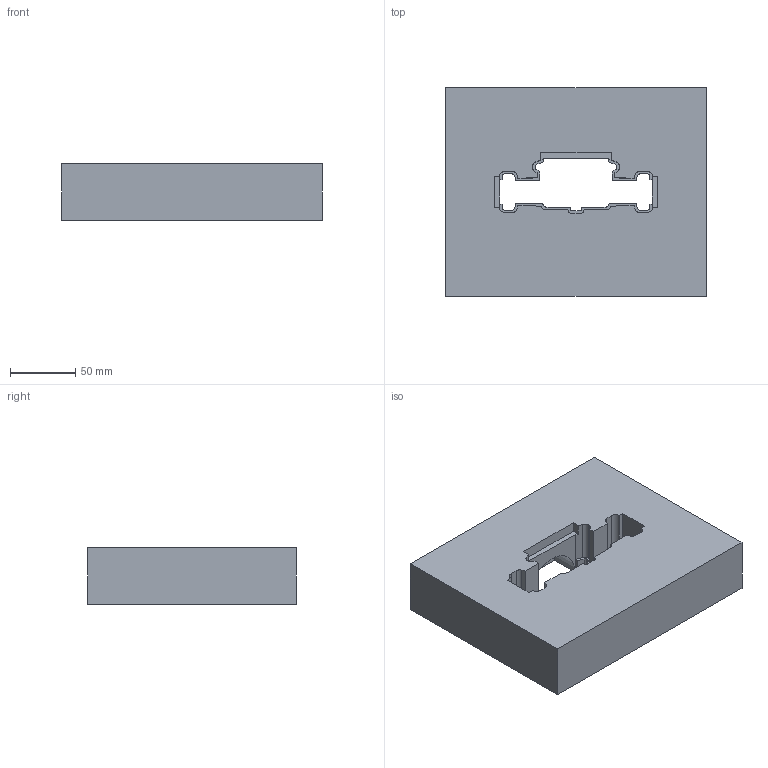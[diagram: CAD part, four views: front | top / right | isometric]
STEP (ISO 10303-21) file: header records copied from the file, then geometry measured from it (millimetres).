
FILE_DESCRIPTION(/* description */ (''),/* implementation_level */ '2;1');
FILE_NAME(/* name */ 'ITEM 58.stp',/* time_stamp */ '2018-11-14T12:56:12+03:00',/* author */ (''),/* organization */ (''),/* preprocessor_version */ 'ST-DEVELOPER v16',/* originating_system */ 'SIEMENS PLM Software NX 11.0',/* authorisation */ '');
FILE_SCHEMA (('AUTOMOTIVE_DESIGN { 1 0 10303 214 3 1 1 1 }'));
Length unit declared in the file: millimetre
Products named in the file (1): ITEM 58
Bounding box: 200 x 160 x 43 mm (x, y, z)
Volume: 1179638 mm3; surface area: 104546.5 mm2
Topology: 1 solids, 1 shells, 132 faces, 388 edges, 258 vertices
Faces by surface type: plane 85, cylinder 39, extrusion 8
Entity records: 4584 total; most frequent: CARTESIAN_POINT 989, ORIENTED_EDGE 776, DIRECTION 712, EDGE_CURVE 388, VECTOR 298, LINE 290, VERTEX_POINT 258, AXIS2_PLACEMENT_3D 207
